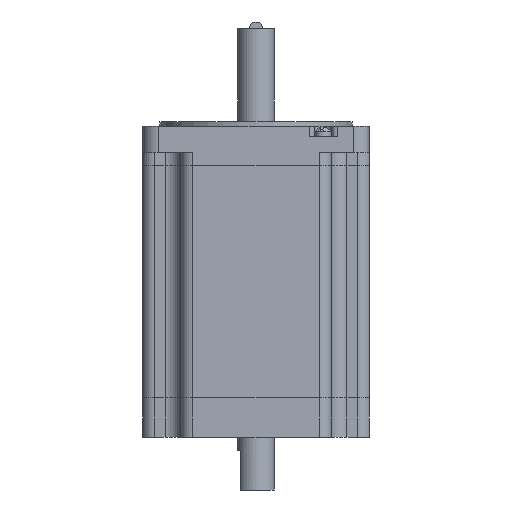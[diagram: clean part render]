
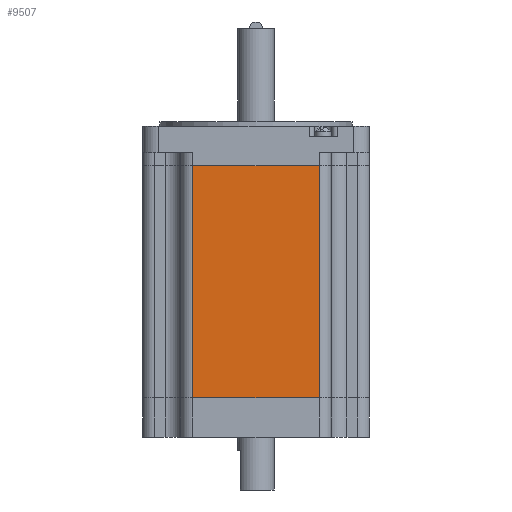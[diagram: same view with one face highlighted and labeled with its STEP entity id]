
A CAD part, front view. The second image highlights one B-rep face of the part: STEP entity #9507.
In plain terms, the highlighted planar face has unit normal (0, -1, 0).
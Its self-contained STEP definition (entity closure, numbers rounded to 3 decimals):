
#169 = CARTESIAN_POINT ( 'NONE',  ( 24., -43., 15. ) ) ;
#193 = EDGE_CURVE ( 'NONE', #1266, #5460, #7155, .T. ) ;
#265 = EDGE_CURVE ( 'NONE', #5460, #4167, #6415, .T. ) ;
#370 = VECTOR ( 'NONE', #5504, 1000. ) ;
#504 = DIRECTION ( 'NONE',  ( -1., 0., 0. ) ) ;
#1012 = VECTOR ( 'NONE', #4693, 1000. ) ;
#1266 = VERTEX_POINT ( 'NONE', #2897 ) ;
#1372 = EDGE_CURVE ( 'NONE', #10074, #4167, #9066, .T. ) ;
#1432 = DIRECTION ( 'NONE',  ( 1., 0., 0. ) ) ;
#1779 = DIRECTION ( 'NONE',  ( 1., 0., 0. ) ) ;
#1913 = CARTESIAN_POINT ( 'NONE',  ( -24., -43., 103. ) ) ;
#2277 = CARTESIAN_POINT ( 'NONE',  ( 24., -43., 15. ) ) ;
#2431 = VECTOR ( 'NONE', #1779, 1000. ) ;
#2897 = CARTESIAN_POINT ( 'NONE',  ( -24., -43., 15. ) ) ;
#3980 = ORIENTED_EDGE ( 'NONE', *, *, #265, .T. ) ;
#4054 = LINE ( 'NONE', #8029, #1012 ) ;
#4167 = VERTEX_POINT ( 'NONE', #9536 ) ;
#4693 = DIRECTION ( 'NONE',  ( 0., 0., -1. ) ) ;
#4935 = FACE_OUTER_BOUND ( 'NONE', #5195, .T. ) ;
#5195 = EDGE_LOOP ( 'NONE', ( #7013, #9273, #9471, #3980 ) ) ;
#5460 = VERTEX_POINT ( 'NONE', #169 ) ;
#5504 = DIRECTION ( 'NONE',  ( 0., 0., 1. ) ) ;
#5624 = PLANE ( 'NONE',  #6264 ) ;
#5729 = DIRECTION ( 'NONE',  ( 0., 1., 0. ) ) ;
#5957 = VECTOR ( 'NONE', #1432, 1000. ) ;
#6264 = AXIS2_PLACEMENT_3D ( 'NONE', #8110, #5729, #504 ) ;
#6415 = LINE ( 'NONE', #2277, #370 ) ;
#7013 = ORIENTED_EDGE ( 'NONE', *, *, #1372, .F. ) ;
#7155 = LINE ( 'NONE', #8621, #5957 ) ;
#7548 = CARTESIAN_POINT ( 'NONE',  ( 43., -43., 103. ) ) ;
#8029 = CARTESIAN_POINT ( 'NONE',  ( -24., -43., 15. ) ) ;
#8110 = CARTESIAN_POINT ( 'NONE',  ( 43., -43., 15. ) ) ;
#8587 = EDGE_CURVE ( 'NONE', #10074, #1266, #4054, .T. ) ;
#8621 = CARTESIAN_POINT ( 'NONE',  ( 43., -43., 15. ) ) ;
#9066 = LINE ( 'NONE', #7548, #2431 ) ;
#9273 = ORIENTED_EDGE ( 'NONE', *, *, #8587, .T. ) ;
#9471 = ORIENTED_EDGE ( 'NONE', *, *, #193, .T. ) ;
#9507 = ADVANCED_FACE ( 'NONE', ( #4935 ), #5624, .F. ) ;
#9536 = CARTESIAN_POINT ( 'NONE',  ( 24., -43., 103. ) ) ;
#10074 = VERTEX_POINT ( 'NONE', #1913 ) ;
